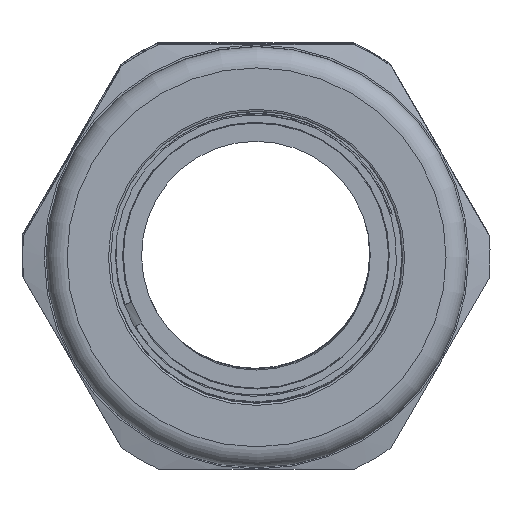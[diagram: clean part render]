
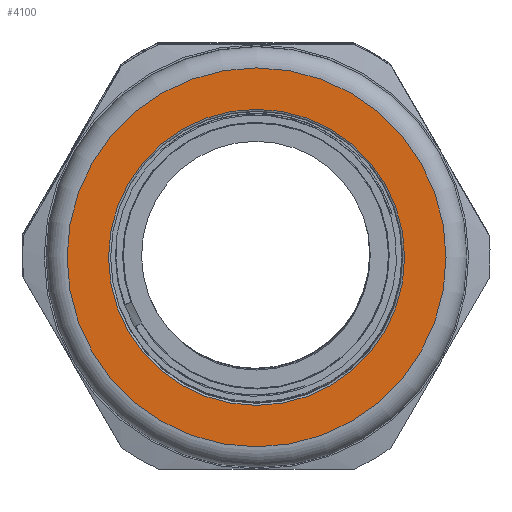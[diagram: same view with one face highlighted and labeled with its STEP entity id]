
A CAD part, left-side view. The second image highlights one B-rep face of the part: STEP entity #4100.
In plain terms, the highlighted face is planar.
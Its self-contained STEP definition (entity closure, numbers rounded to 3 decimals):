
#698=PLANE('',#4563);
#765=FACE_BOUND('',#1262,.T.);
#942=FACE_OUTER_BOUND('',#1261,.T.);
#1261=EDGE_LOOP('',(#3187));
#1262=EDGE_LOOP('',(#3188));
#1632=CIRCLE('',#4562,20.93);
#1633=CIRCLE('',#4564,26.79);
#1989=VERTEX_POINT('',#11837);
#1990=VERTEX_POINT('',#11840);
#2444=EDGE_CURVE('',#1989,#1989,#1632,.T.);
#2445=EDGE_CURVE('',#1990,#1990,#1633,.T.);
#3187=ORIENTED_EDGE('',*,*,#2445,.F.);
#3188=ORIENTED_EDGE('',*,*,#2444,.T.);
#4100=ADVANCED_FACE('',(#942,#765),#698,.T.);
#4562=AXIS2_PLACEMENT_3D('',#11838,#5288,#5289);
#4563=AXIS2_PLACEMENT_3D('',#11839,#5290,#5291);
#4564=AXIS2_PLACEMENT_3D('',#11841,#5292,#5293);
#5288=DIRECTION('center_axis',(1.,0.,0.));
#5289=DIRECTION('ref_axis',(0.,0.,-1.));
#5290=DIRECTION('center_axis',(-1.,0.,0.));
#5291=DIRECTION('ref_axis',(0.,0.,1.));
#5292=DIRECTION('center_axis',(1.,0.,0.));
#5293=DIRECTION('ref_axis',(0.,0.,-1.));
#11837=CARTESIAN_POINT('',(-22.11,20.93,0.));
#11838=CARTESIAN_POINT('Origin',(-22.11,0.,0.));
#11839=CARTESIAN_POINT('Origin',(-22.11,26.79,0.));
#11840=CARTESIAN_POINT('',(-22.11,26.79,0.));
#11841=CARTESIAN_POINT('Origin',(-22.11,0.,0.));
